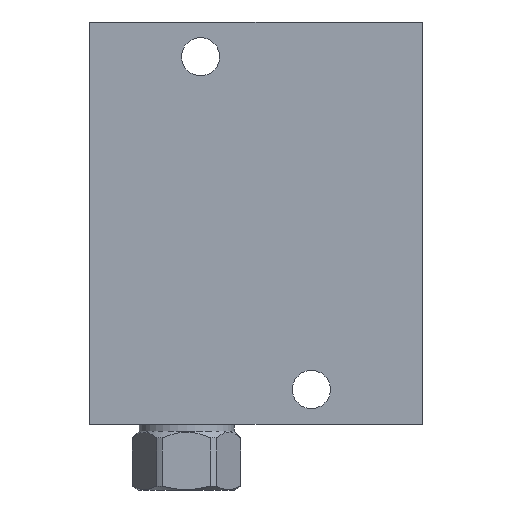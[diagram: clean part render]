
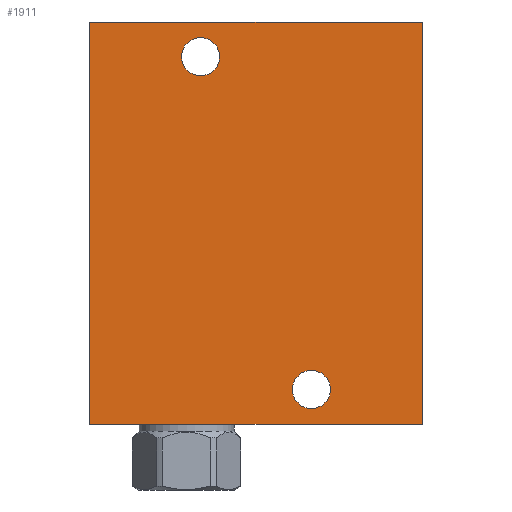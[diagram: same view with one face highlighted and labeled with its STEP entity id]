
A CAD part, front view. The second image highlights one B-rep face of the part: STEP entity #1911.
In plain terms, the highlighted planar face has unit normal (0, -1, 0).
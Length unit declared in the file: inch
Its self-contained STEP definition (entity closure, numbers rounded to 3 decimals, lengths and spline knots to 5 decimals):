
#5=DIRECTION('',(1.,0.,0.));
#6=VECTOR('',#5,3.);
#7=CARTESIAN_POINT('',(0.,-1.25,0.));
#8=LINE('',#7,#6);
#75=DIRECTION('',(0.,0.,1.));
#76=VECTOR('',#75,3.625);
#77=CARTESIAN_POINT('',(3.,-1.25,0.));
#78=LINE('',#77,#76);
#99=DIRECTION('',(0.,0.,1.));
#100=VECTOR('',#99,3.625);
#101=CARTESIAN_POINT('',(0.,-1.25,0.));
#102=LINE('',#101,#100);
#103=CARTESIAN_POINT('',(1.,-1.25,3.312));
#104=DIRECTION('',(0.,-1.,0.));
#105=DIRECTION('',(-1.,0.,0.));
#106=AXIS2_PLACEMENT_3D('',#103,#104,#105);
#108=CARTESIAN_POINT('',(1.,-1.25,3.312));
#109=DIRECTION('',(0.,-1.,0.));
#110=DIRECTION('',(1.,0.,0.));
#111=AXIS2_PLACEMENT_3D('',#108,#109,#110);
#113=CARTESIAN_POINT('',(2.,-1.25,0.312));
#114=DIRECTION('',(0.,-1.,0.));
#115=DIRECTION('',(-1.,0.,0.));
#116=AXIS2_PLACEMENT_3D('',#113,#114,#115);
#118=CARTESIAN_POINT('',(2.,-1.25,0.312));
#119=DIRECTION('',(0.,-1.,0.));
#120=DIRECTION('',(1.,0.,0.));
#121=AXIS2_PLACEMENT_3D('',#118,#119,#120);
#135=DIRECTION('',(1.,0.,0.));
#136=VECTOR('',#135,3.);
#137=CARTESIAN_POINT('',(0.,-1.25,3.625));
#138=LINE('',#137,#136);
#1586=CARTESIAN_POINT('',(0.,-1.25,0.));
#1588=VERTEX_POINT('',#1586);
#1589=CARTESIAN_POINT('',(3.,-1.25,0.));
#1590=VERTEX_POINT('',#1589);
#1594=CARTESIAN_POINT('',(0.,-1.25,3.625));
#1596=VERTEX_POINT('',#1594);
#1597=CARTESIAN_POINT('',(3.,-1.25,3.625));
#1598=VERTEX_POINT('',#1597);
#1698=CARTESIAN_POINT('',(0.828,-1.25,3.312));
#1699=CARTESIAN_POINT('',(1.172,-1.25,3.312));
#1700=VERTEX_POINT('',#1698);
#1701=VERTEX_POINT('',#1699);
#1706=CARTESIAN_POINT('',(1.828,-1.25,0.312));
#1707=CARTESIAN_POINT('',(2.172,-1.25,0.312));
#1708=VERTEX_POINT('',#1706);
#1709=VERTEX_POINT('',#1707);
#1887=CARTESIAN_POINT('',(0.,-1.25,0.));
#1888=DIRECTION('',(0.,-1.,0.));
#1889=DIRECTION('',(1.,0.,0.));
#1890=AXIS2_PLACEMENT_3D('',#1887,#1888,#1889);
#1891=PLANE('',#1890);
#1892=ORIENTED_EDGE('',*,*,#1793,.F.);
#1893=ORIENTED_EDGE('',*,*,#1818,.T.);
#1895=ORIENTED_EDGE('',*,*,#1894,.T.);
#1896=ORIENTED_EDGE('',*,*,#1867,.F.);
#1897=EDGE_LOOP('',(#1892,#1893,#1895,#1896));
#1898=FACE_OUTER_BOUND('',#1897,.F.);
#1900=ORIENTED_EDGE('',*,*,#1899,.T.);
#1902=ORIENTED_EDGE('',*,*,#1901,.T.);
#1903=EDGE_LOOP('',(#1900,#1902));
#1904=FACE_BOUND('',#1903,.F.);
#1906=ORIENTED_EDGE('',*,*,#1905,.T.);
#1908=ORIENTED_EDGE('',*,*,#1907,.T.);
#1909=EDGE_LOOP('',(#1906,#1908));
#1910=FACE_BOUND('',#1909,.F.);
#1911=ADVANCED_FACE('',(#1898,#1904,#1910),#1891,.T.);
#107=CIRCLE('',#106,0.172);
#112=CIRCLE('',#111,0.172);
#117=CIRCLE('',#116,0.172);
#122=CIRCLE('',#121,0.172);
#1793=EDGE_CURVE('',#1588,#1590,#8,.T.);
#1818=EDGE_CURVE('',#1588,#1596,#102,.T.);
#1867=EDGE_CURVE('',#1590,#1598,#78,.T.);
#1894=EDGE_CURVE('',#1596,#1598,#138,.T.);
#1899=EDGE_CURVE('',#1700,#1701,#107,.T.);
#1901=EDGE_CURVE('',#1701,#1700,#112,.T.);
#1905=EDGE_CURVE('',#1708,#1709,#117,.T.);
#1907=EDGE_CURVE('',#1709,#1708,#122,.T.);
